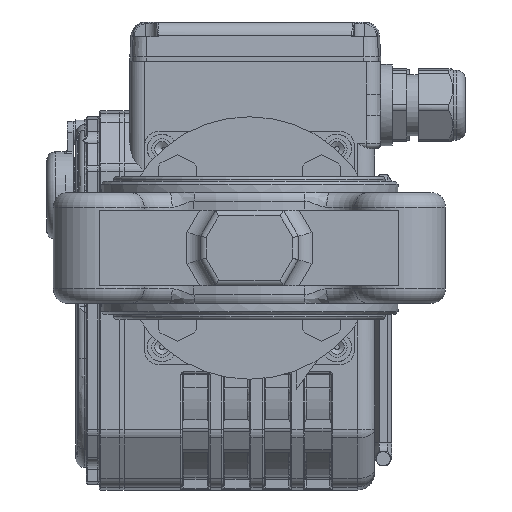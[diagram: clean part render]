
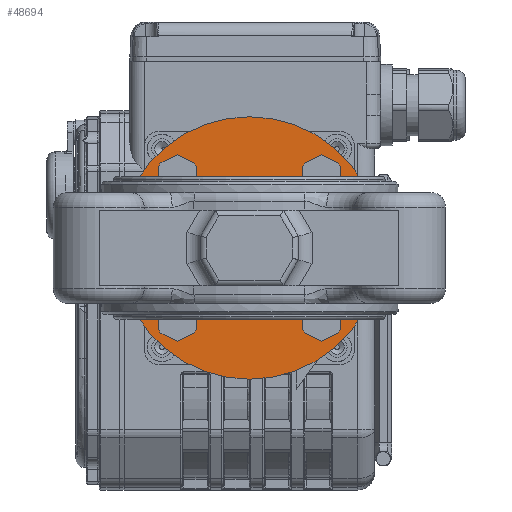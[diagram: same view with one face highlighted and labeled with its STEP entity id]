
A CAD part, front view. The second image highlights one B-rep face of the part: STEP entity #48694.
In plain terms, the highlighted planar face has unit normal (0, -1, 0).
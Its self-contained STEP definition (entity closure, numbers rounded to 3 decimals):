
#4310=LINE('',#91999,#7824);
#4311=LINE('',#92002,#7825);
#4312=LINE('',#92004,#7826);
#4313=LINE('',#92006,#7827);
#4314=LINE('',#92008,#7828);
#4315=LINE('',#92010,#7829);
#4316=LINE('',#92012,#7830);
#4317=LINE('',#92014,#7831);
#7824=VECTOR('',#67298,1000.);
#7825=VECTOR('',#67299,1000.);
#7826=VECTOR('',#67300,1000.);
#7827=VECTOR('',#67301,1000.);
#7828=VECTOR('',#67302,1000.);
#7829=VECTOR('',#67303,1000.);
#7830=VECTOR('',#67304,1000.);
#7831=VECTOR('',#67305,1000.);
#10504=CIRCLE('',#54342,45.);
#10506=CIRCLE('',#54345,5.);
#10507=CIRCLE('',#54346,5.);
#10508=CIRCLE('',#54347,5.);
#10509=CIRCLE('',#54348,5.);
#11668=PLANE('',#54344);
#23756=ORIENTED_EDGE('',*,*,#31928,.T.);
#23757=ORIENTED_EDGE('',*,*,#31929,.T.);
#23758=ORIENTED_EDGE('',*,*,#31930,.T.);
#23759=ORIENTED_EDGE('',*,*,#31931,.T.);
#23760=ORIENTED_EDGE('',*,*,#31932,.T.);
#23761=ORIENTED_EDGE('',*,*,#31933,.T.);
#23762=ORIENTED_EDGE('',*,*,#31934,.T.);
#23763=ORIENTED_EDGE('',*,*,#31935,.T.);
#23764=ORIENTED_EDGE('',*,*,#31936,.T.);
#23765=ORIENTED_EDGE('',*,*,#31937,.T.);
#23766=ORIENTED_EDGE('',*,*,#31938,.T.);
#23767=ORIENTED_EDGE('',*,*,#31939,.T.);
#23768=ORIENTED_EDGE('',*,*,#31926,.F.);
#31926=EDGE_CURVE('',#36878,#36878,#10504,.T.);
#31928=EDGE_CURVE('',#36880,#36881,#4310,.F.);
#31929=EDGE_CURVE('',#36881,#36882,#4311,.F.);
#31930=EDGE_CURVE('',#36882,#36883,#4312,.F.);
#31931=EDGE_CURVE('',#36883,#36884,#4313,.F.);
#31932=EDGE_CURVE('',#36884,#36885,#4314,.F.);
#31933=EDGE_CURVE('',#36885,#36886,#4315,.F.);
#31934=EDGE_CURVE('',#36886,#36887,#4316,.T.);
#31935=EDGE_CURVE('',#36887,#36880,#4317,.F.);
#31936=EDGE_CURVE('',#36888,#36888,#10506,.T.);
#31937=EDGE_CURVE('',#36889,#36889,#10507,.T.);
#31938=EDGE_CURVE('',#36890,#36890,#10508,.T.);
#31939=EDGE_CURVE('',#36891,#36891,#10509,.T.);
#36878=VERTEX_POINT('',#91995);
#36880=VERTEX_POINT('',#92000);
#36881=VERTEX_POINT('',#92001);
#36882=VERTEX_POINT('',#92003);
#36883=VERTEX_POINT('',#92005);
#36884=VERTEX_POINT('',#92007);
#36885=VERTEX_POINT('',#92009);
#36886=VERTEX_POINT('',#92011);
#36887=VERTEX_POINT('',#92013);
#36888=VERTEX_POINT('',#92016);
#36889=VERTEX_POINT('',#92018);
#36890=VERTEX_POINT('',#92020);
#36891=VERTEX_POINT('',#92022);
#41184=EDGE_LOOP('',(#23756,#23757,#23758,#23759,#23760,#23761,#23762,#23763));
#41185=EDGE_LOOP('',(#23764));
#41186=EDGE_LOOP('',(#23765));
#41187=EDGE_LOOP('',(#23766));
#41188=EDGE_LOOP('',(#23767));
#41189=EDGE_LOOP('',(#23768));
#44664=FACE_BOUND('',#41184,.T.);
#44665=FACE_BOUND('',#41185,.T.);
#44666=FACE_BOUND('',#41186,.T.);
#44667=FACE_BOUND('',#41187,.T.);
#44668=FACE_BOUND('',#41188,.T.);
#44669=FACE_BOUND('',#41189,.T.);
#48694=ADVANCED_FACE('',(#44664,#44665,#44666,#44667,#44668,#44669),#11668,
 .F.);
#54342=AXIS2_PLACEMENT_3D('',#91994,#67292,#67293);
#54344=AXIS2_PLACEMENT_3D('',#91998,#67296,#67297);
#54345=AXIS2_PLACEMENT_3D('',#92015,#67306,#67307);
#54346=AXIS2_PLACEMENT_3D('',#92017,#67308,#67309);
#54347=AXIS2_PLACEMENT_3D('',#92019,#67310,#67311);
#54348=AXIS2_PLACEMENT_3D('',#92021,#67312,#67313);
#67292=DIRECTION('',(0.,1.,0.));
#67293=DIRECTION('',(0.,0.,1.));
#67296=DIRECTION('',(0.,1.,0.));
#67297=DIRECTION('',(0.,0.,1.));
#67298=DIRECTION('',(0.,0.,-1.));
#67299=DIRECTION('',(-0.5,0.,-0.866));
#67300=DIRECTION('',(-1.,0.,0.));
#67301=DIRECTION('',(-0.5,0.,0.866));
#67302=DIRECTION('',(0.,0.,1.));
#67303=DIRECTION('',(0.5,0.,0.866));
#67304=DIRECTION('',(-1.,0.,0.));
#67305=DIRECTION('',(0.5,0.,-0.866));
#67306=DIRECTION('',(0.,1.,0.));
#67307=DIRECTION('',(0.,0.,1.));
#67308=DIRECTION('',(0.,1.,0.));
#67309=DIRECTION('',(0.,0.,1.));
#67310=DIRECTION('',(0.,1.,0.));
#67311=DIRECTION('',(0.,0.,1.));
#67312=DIRECTION('',(0.,1.,0.));
#67313=DIRECTION('',(0.,0.,1.));
#91994=CARTESIAN_POINT('',(0.,141.,0.));
#91995=CARTESIAN_POINT('',(0.,141.,45.));
#91998=CARTESIAN_POINT('',(0.,141.,0.));
#91999=CARTESIAN_POINT('',(-21.5,141.,0.));
#92000=CARTESIAN_POINT('',(-21.5,141.,-5.34));
#92001=CARTESIAN_POINT('',(-21.5,141.,5.34));
#92002=CARTESIAN_POINT('',(-18.437,141.,10.645));
#92003=CARTESIAN_POINT('',(-14.191,141.,18.));
#92004=CARTESIAN_POINT('',(0.,141.,18.));
#92005=CARTESIAN_POINT('',(14.191,141.,18.));
#92006=CARTESIAN_POINT('',(18.437,141.,10.645));
#92007=CARTESIAN_POINT('',(21.5,141.,5.34));
#92008=CARTESIAN_POINT('',(21.5,141.,0.));
#92009=CARTESIAN_POINT('',(21.5,141.,-5.34));
#92010=CARTESIAN_POINT('',(18.437,141.,-10.645));
#92011=CARTESIAN_POINT('',(14.191,141.,-18.));
#92012=CARTESIAN_POINT('',(-11.304,141.,-18.));
#92013=CARTESIAN_POINT('',(-14.191,141.,-18.));
#92014=CARTESIAN_POINT('',(-18.437,141.,-10.645));
#92015=CARTESIAN_POINT('',(-24.749,141.,24.749));
#92016=CARTESIAN_POINT('',(-24.749,141.,29.749));
#92017=CARTESIAN_POINT('',(24.749,141.,24.749));
#92018=CARTESIAN_POINT('',(24.749,141.,29.749));
#92019=CARTESIAN_POINT('',(24.749,141.,-24.749));
#92020=CARTESIAN_POINT('',(24.749,141.,-19.749));
#92021=CARTESIAN_POINT('',(-24.749,141.,-24.749));
#92022=CARTESIAN_POINT('',(-24.749,141.,-19.749));
